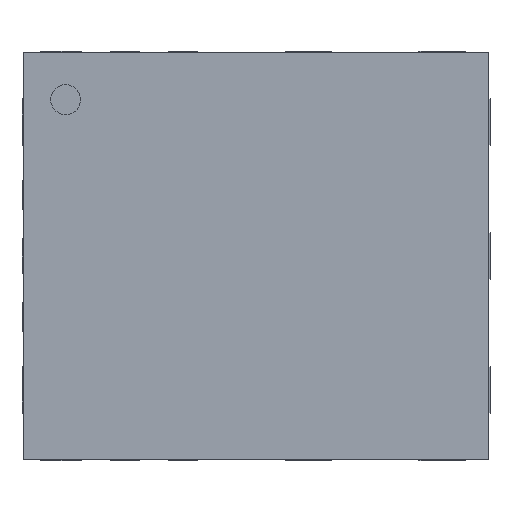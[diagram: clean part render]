
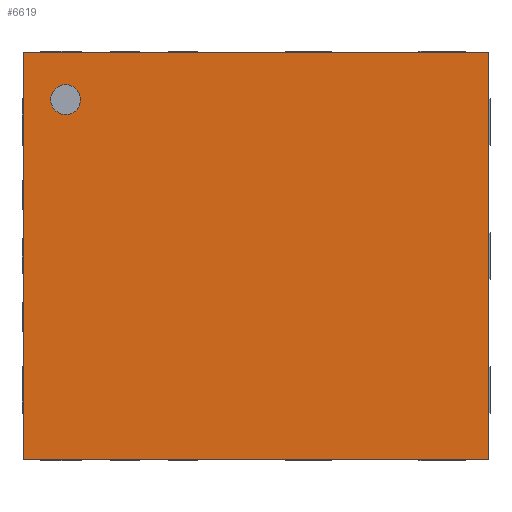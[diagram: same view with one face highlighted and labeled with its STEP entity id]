
A CAD part, top view. The second image highlights one B-rep face of the part: STEP entity #6619.
In plain terms, the highlighted planar face has unit normal (0, 0, 1).
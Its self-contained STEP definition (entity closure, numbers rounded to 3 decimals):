
#195 = EDGE_CURVE ( 'NONE', #10537, #7851, #2156, .T. ) ;
#352 = CARTESIAN_POINT ( 'NONE',  ( -2., 1.75, 0.8 ) ) ;
#557 = DIRECTION ( 'NONE',  ( 0., 0., 1. ) ) ;
#881 = CARTESIAN_POINT ( 'NONE',  ( -1.507, 1.342, 0.8 ) ) ;
#1371 = EDGE_CURVE ( 'NONE', #2352, #10510, #3626, .T. ) ;
#1378 = ORIENTED_EDGE ( 'NONE', *, *, #5629, .F. ) ;
#1475 = CARTESIAN_POINT ( 'NONE',  ( 2., -1.75, 0.8 ) ) ;
#1622 = ORIENTED_EDGE ( 'NONE', *, *, #9324, .T. ) ;
#2156 = LINE ( 'NONE', #3695, #4092 ) ;
#2334 = ORIENTED_EDGE ( 'NONE', *, *, #1371, .T. ) ;
#2352 = VERTEX_POINT ( 'NONE', #6595 ) ;
#2478 = EDGE_LOOP ( 'NONE', ( #1622, #2334, #6225, #10097 ) ) ;
#2917 = EDGE_LOOP ( 'NONE', ( #1378, #6070 ) ) ;
#3355 = CARTESIAN_POINT ( 'NONE',  ( -1.764, 1.342, 0.8 ) ) ;
#3518 = DIRECTION ( 'NONE',  ( -1., 0., 0. ) ) ;
#3626 = LINE ( 'NONE', #4370, #7995 ) ;
#3695 = CARTESIAN_POINT ( 'NONE',  ( -2., -1.75, 0.8 ) ) ;
#3711 = LINE ( 'NONE', #8851, #3952 ) ;
#3717 = CARTESIAN_POINT ( 'NONE',  ( -2., 1.75, 0.8 ) ) ;
#3939 = CARTESIAN_POINT ( 'NONE',  ( 0., 0., 0.8 ) ) ;
#3952 = VECTOR ( 'NONE', #6265, 1000. ) ;
#4092 = VECTOR ( 'NONE', #9410, 1000. ) ;
#4370 = CARTESIAN_POINT ( 'NONE',  ( -2., 1.75, 0.8 ) ) ;
#4441 = VERTEX_POINT ( 'NONE', #3355 ) ;
#5244 = AXIS2_PLACEMENT_3D ( 'NONE', #3939, #7188, #10476 ) ;
#5408 = FACE_BOUND ( 'NONE', #2917, .T. ) ;
#5629 = EDGE_CURVE ( 'NONE', #8049, #4441, #7038, .T. ) ;
#6070 = ORIENTED_EDGE ( 'NONE', *, *, #9645, .F. ) ;
#6128 = DIRECTION ( 'NONE',  ( 1., 0., 0. ) ) ;
#6225 = ORIENTED_EDGE ( 'NONE', *, *, #6767, .T. ) ;
#6265 = DIRECTION ( 'NONE',  ( 0., 1., 0. ) ) ;
#6595 = CARTESIAN_POINT ( 'NONE',  ( 2., 1.75, 0.8 ) ) ;
#6619 = ADVANCED_FACE ( 'NONE', ( #5408, #8715 ), #7978, .T. ) ;
#6767 = EDGE_CURVE ( 'NONE', #10510, #10537, #8551, .T. ) ;
#6889 = DIRECTION ( 'NONE',  ( 1., 0., 0. ) ) ;
#6993 = DIRECTION ( 'NONE',  ( 0., 0., 1. ) ) ;
#7038 = CIRCLE ( 'NONE', #7380, 0.128 ) ;
#7188 = DIRECTION ( 'NONE',  ( 0., 0., 1. ) ) ;
#7366 = AXIS2_PLACEMENT_3D ( 'NONE', #7635, #557, #6889 ) ;
#7380 = AXIS2_PLACEMENT_3D ( 'NONE', #10213, #6993, #6128 ) ;
#7635 = CARTESIAN_POINT ( 'NONE',  ( -1.636, 1.342, 0.8 ) ) ;
#7851 = VERTEX_POINT ( 'NONE', #1475 ) ;
#7978 = PLANE ( 'NONE',  #5244 ) ;
#7995 = VECTOR ( 'NONE', #3518, 1000. ) ;
#8049 = VERTEX_POINT ( 'NONE', #881 ) ;
#8360 = VECTOR ( 'NONE', #10197, 1000. ) ;
#8551 = LINE ( 'NONE', #3717, #8360 ) ;
#8715 = FACE_OUTER_BOUND ( 'NONE', #2478, .T. ) ;
#8851 = CARTESIAN_POINT ( 'NONE',  ( 2., 1.75, 0.8 ) ) ;
#9324 = EDGE_CURVE ( 'NONE', #7851, #2352, #3711, .T. ) ;
#9410 = DIRECTION ( 'NONE',  ( 1., 0., 0. ) ) ;
#9645 = EDGE_CURVE ( 'NONE', #4441, #8049, #10277, .T. ) ;
#10060 = CARTESIAN_POINT ( 'NONE',  ( -2., -1.75, 0.8 ) ) ;
#10097 = ORIENTED_EDGE ( 'NONE', *, *, #195, .T. ) ;
#10197 = DIRECTION ( 'NONE',  ( 0., -1., 0. ) ) ;
#10213 = CARTESIAN_POINT ( 'NONE',  ( -1.636, 1.342, 0.8 ) ) ;
#10277 = CIRCLE ( 'NONE', #7366, 0.128 ) ;
#10476 = DIRECTION ( 'NONE',  ( 1., 0., 0. ) ) ;
#10510 = VERTEX_POINT ( 'NONE', #352 ) ;
#10537 = VERTEX_POINT ( 'NONE', #10060 ) ;
